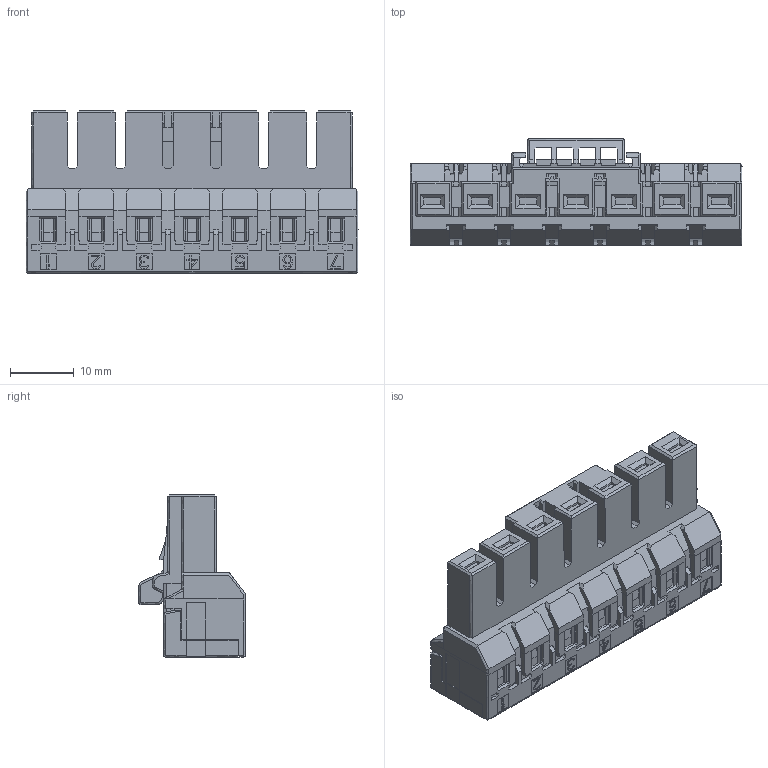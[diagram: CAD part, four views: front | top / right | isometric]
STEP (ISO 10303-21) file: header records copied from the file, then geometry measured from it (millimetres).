
FILE_DESCRIPTION( ('This file contains a STEP AP42 implementation' ,'as created by ZW3D STEP Interface translator.') ,'2;1' );
FILE_NAME( 'WJ9KS-7.5-07P-00A.stp' ,'24 829.103040', (''), ('ZWCAD Software Co.'), 'Version 1.0', 'ZW3D to STEP translator', '' );
FILE_SCHEMA(('AUTOMOTIVE_DESIGN'));
Length unit declared in the file: millimetre
Products named in the file (1): 0
Bounding box: 52 x 16.71 x 25.4 mm (x, y, z)
Volume: 10295.6 mm3; surface area: 7597.7 mm2
Topology: 1 solids, 1 shells, 1453 faces, 4007 edges, 2578 vertices
Faces by surface type: bspline 1453
Entity records: 44331 total; most frequent: CARTESIAN_POINT 18702, ORIENTED_EDGE 8010, EDGE_CURVE 4005, B_SPLINE_CURVE_WITH_KNOTS 3790, VERTEX_POINT 2578, EDGE_LOOP 1501, FACE_OUTER_BOUND 1453, ADVANCED_FACE 1453
